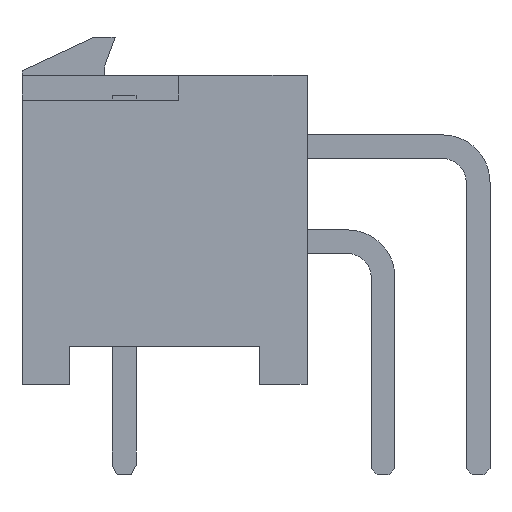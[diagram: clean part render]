
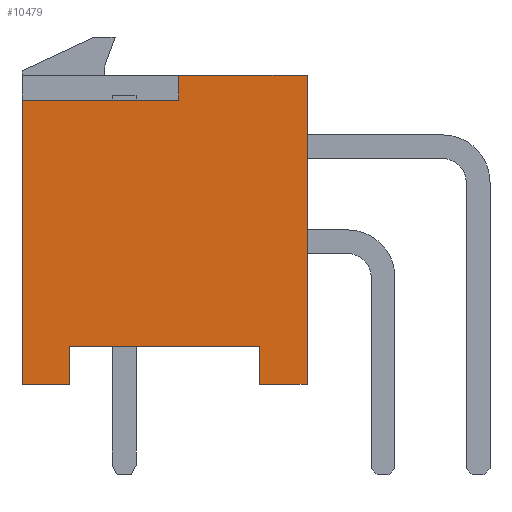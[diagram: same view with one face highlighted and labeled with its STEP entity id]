
A CAD part, left-side view. The second image highlights one B-rep face of the part: STEP entity #10479.
In plain terms, the highlighted planar face has unit normal (-1, 0, 0).
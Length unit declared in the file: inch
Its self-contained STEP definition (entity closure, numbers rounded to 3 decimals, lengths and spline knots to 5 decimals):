
#201=ORIENTED_EDGE('',*,*,#3345,.F.);
#202=ORIENTED_EDGE('',*,*,#3346,.T.);
#203=ORIENTED_EDGE('',*,*,#3347,.F.);
#204=ORIENTED_EDGE('',*,*,#3338,.T.);
#205=ORIENTED_EDGE('',*,*,#3348,.F.);
#206=ORIENTED_EDGE('',*,*,#3349,.T.);
#207=ORIENTED_EDGE('',*,*,#3350,.T.);
#208=ORIENTED_EDGE('',*,*,#3344,.T.);
#209=ORIENTED_EDGE('',*,*,#3351,.T.);
#210=ORIENTED_EDGE('',*,*,#3352,.F.);
#3338=EDGE_CURVE('',#4911,#4910,#5958,.T.);
#3344=EDGE_CURVE('',#4913,#4916,#5964,.T.);
#3345=EDGE_CURVE('',#4917,#4918,#5965,.T.);
#3346=EDGE_CURVE('',#4917,#4919,#5966,.T.);
#3347=EDGE_CURVE('',#4911,#4919,#5967,.T.);
#3348=EDGE_CURVE('',#4920,#4910,#5968,.T.);
#3349=EDGE_CURVE('',#4920,#4921,#5969,.T.);
#3350=EDGE_CURVE('',#4921,#4913,#5970,.T.);
#3351=EDGE_CURVE('',#4916,#4922,#5971,.T.);
#3352=EDGE_CURVE('',#4918,#4922,#5972,.T.);
#4910=VERTEX_POINT('',#14454);
#4911=VERTEX_POINT('',#14456);
#4913=VERTEX_POINT('',#14462);
#4916=VERTEX_POINT('',#14467);
#4917=VERTEX_POINT('',#14471);
#4918=VERTEX_POINT('',#14472);
#4919=VERTEX_POINT('',#14474);
#4920=VERTEX_POINT('',#14477);
#4921=VERTEX_POINT('',#14479);
#4922=VERTEX_POINT('',#14482);
#5958=LINE('',#14455,#7426);
#5964=LINE('',#14468,#7432);
#5965=LINE('',#14470,#7433);
#5966=LINE('',#14473,#7434);
#5967=LINE('',#14475,#7435);
#5968=LINE('',#14476,#7436);
#5969=LINE('',#14478,#7437);
#5970=LINE('',#14480,#7438);
#5971=LINE('',#14481,#7439);
#5972=LINE('',#14483,#7440);
#7426=VECTOR('',#11699,39.37008);
#7432=VECTOR('',#11707,39.37008);
#7433=VECTOR('',#11710,39.37008);
#7434=VECTOR('',#11711,39.37008);
#7435=VECTOR('',#11712,39.37008);
#7436=VECTOR('',#11713,39.37008);
#7437=VECTOR('',#11714,39.37008);
#7438=VECTOR('',#11715,39.37008);
#7439=VECTOR('',#11716,39.37008);
#7440=VECTOR('',#11717,39.37008);
#8895=EDGE_LOOP('',(#201,#202,#203,#204,#205,#206,#207,#208,#209,#210));
#9445=FACE_BOUND('',#8895,.T.);
#9995=PLANE('',#11053);
#10479=ADVANCED_FACE('',(#9445),#9995,.F.);
#11053=AXIS2_PLACEMENT_3D('',#14469,#11708,#11709);
#11699=DIRECTION('',(0.,-1.,0.));
#11707=DIRECTION('',(0.,-1.,0.));
#11708=DIRECTION('',(1.,0.,0.));
#11709=DIRECTION('',(0.,0.,-1.));
#11710=DIRECTION('',(0.,0.,1.));
#11711=DIRECTION('',(0.,1.,0.));
#11712=DIRECTION('',(0.,0.,1.));
#11713=DIRECTION('',(0.,0.,-1.));
#11714=DIRECTION('',(0.,-1.,0.));
#11715=DIRECTION('',(0.,0.,-1.));
#11716=DIRECTION('',(0.,0.,1.));
#11717=DIRECTION('',(0.,-1.,0.));
#14454=CARTESIAN_POINT('',(-0.48,0.25,-0.1625));
#14455=CARTESIAN_POINT('',(-0.48,0.3,-0.1625));
#14456=CARTESIAN_POINT('',(-0.48,0.3,-0.1625));
#14462=CARTESIAN_POINT('',(-0.48,0.05,-0.1625));
#14467=CARTESIAN_POINT('',(-0.48,0.,-0.1625));
#14468=CARTESIAN_POINT('',(-0.48,0.3,-0.1625));
#14469=CARTESIAN_POINT('',(-0.48,0.3,-0.1625));
#14470=CARTESIAN_POINT('',(-0.48,0.135,0.1365));
#14471=CARTESIAN_POINT('',(-0.48,0.135,0.1365));
#14472=CARTESIAN_POINT('',(-0.48,0.135,0.1625));
#14473=CARTESIAN_POINT('',(-0.48,0.135,0.1365));
#14474=CARTESIAN_POINT('',(-0.48,0.3,0.1365));
#14475=CARTESIAN_POINT('',(-0.48,0.3,-0.1625));
#14476=CARTESIAN_POINT('',(-0.48,0.25,-0.1225));
#14477=CARTESIAN_POINT('',(-0.48,0.25,-0.1225));
#14478=CARTESIAN_POINT('',(-0.48,0.25,-0.1225));
#14479=CARTESIAN_POINT('',(-0.48,0.05,-0.1225));
#14480=CARTESIAN_POINT('',(-0.48,0.05,-0.1225));
#14481=CARTESIAN_POINT('',(-0.48,0.,-0.1625));
#14482=CARTESIAN_POINT('',(-0.48,0.,0.1625));
#14483=CARTESIAN_POINT('',(-0.48,0.3,0.1625));
